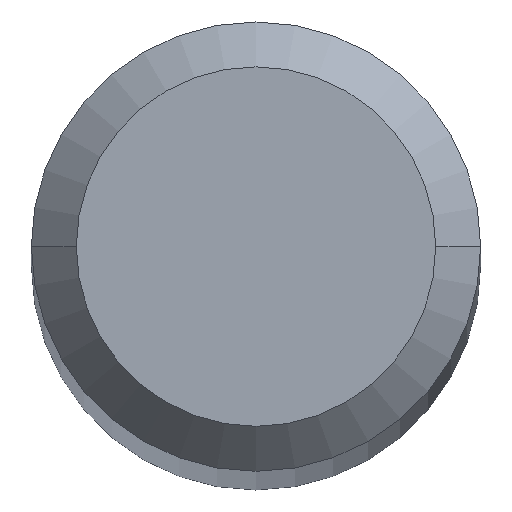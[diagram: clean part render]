
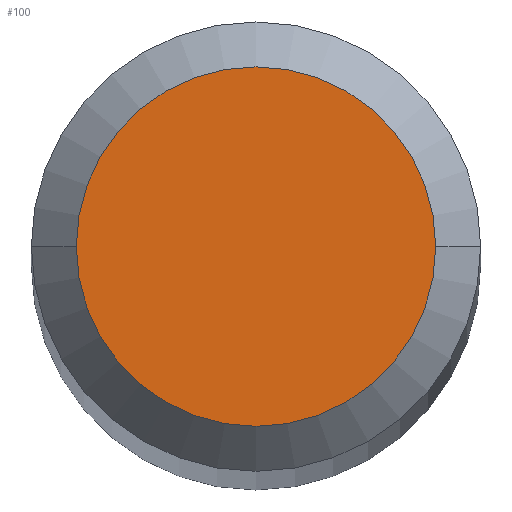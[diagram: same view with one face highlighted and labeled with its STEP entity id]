
A CAD part, top view. The second image highlights one B-rep face of the part: STEP entity #100.
In plain terms, the highlighted planar face has unit normal (0, 0, 1).
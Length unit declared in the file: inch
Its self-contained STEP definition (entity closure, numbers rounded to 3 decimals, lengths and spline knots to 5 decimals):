
#14 = ORIENTED_EDGE ( 'NONE', *, *, #262, .T. ) ;
#33 = CARTESIAN_POINT ( 'NONE',  ( 0.2, 0., 6. ) ) ;
#54 = DIRECTION ( 'NONE',  ( 0., 0., 1. ) ) ;
#80 = EDGE_CURVE ( 'NONE', #107, #248, #196, .T. ) ;
#83 = DIRECTION ( 'NONE',  ( 1., 0., 0. ) ) ;
#95 = AXIS2_PLACEMENT_3D ( 'NONE', #108, #208, #83 ) ;
#100 = ADVANCED_FACE ( 'NONE', ( #144 ), #191, .T. ) ;
#105 = DIRECTION ( 'NONE',  ( 1., 0., 0. ) ) ;
#106 = CIRCLE ( 'NONE', #157, 0.2 ) ;
#107 = VERTEX_POINT ( 'NONE', #210 ) ;
#108 = CARTESIAN_POINT ( 'NONE',  ( 0., 0., 6. ) ) ;
#132 = AXIS2_PLACEMENT_3D ( 'NONE', #257, #259, #105 ) ;
#144 = FACE_OUTER_BOUND ( 'NONE', #153, .T. ) ;
#153 = EDGE_LOOP ( 'NONE', ( #184, #14 ) ) ;
#157 = AXIS2_PLACEMENT_3D ( 'NONE', #183, #54, #247 ) ;
#183 = CARTESIAN_POINT ( 'NONE',  ( 0., 0., 6. ) ) ;
#184 = ORIENTED_EDGE ( 'NONE', *, *, #80, .T. ) ;
#191 = PLANE ( 'NONE',  #95 ) ;
#196 = CIRCLE ( 'NONE', #132, 0.2 ) ;
#208 = DIRECTION ( 'NONE',  ( 0., 0., 1. ) ) ;
#210 = CARTESIAN_POINT ( 'NONE',  ( -0.2, 0., 6. ) ) ;
#247 = DIRECTION ( 'NONE',  ( 1., 0., 0. ) ) ;
#248 = VERTEX_POINT ( 'NONE', #33 ) ;
#257 = CARTESIAN_POINT ( 'NONE',  ( 0., 0., 6. ) ) ;
#259 = DIRECTION ( 'NONE',  ( 0., 0., 1. ) ) ;
#262 = EDGE_CURVE ( 'NONE', #248, #107, #106, .T. ) ;
